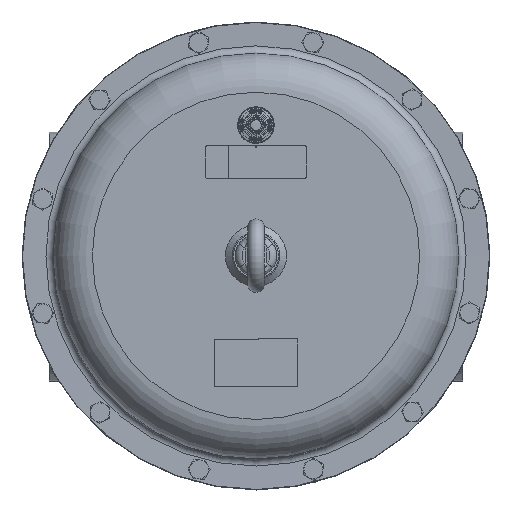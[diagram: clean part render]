
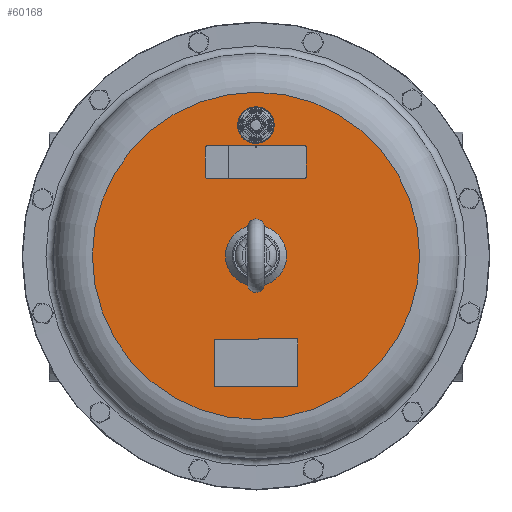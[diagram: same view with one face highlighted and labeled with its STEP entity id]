
A CAD part, top view. The second image highlights one B-rep face of the part: STEP entity #60168.
In plain terms, the highlighted planar face has unit normal (0, 0, 1).
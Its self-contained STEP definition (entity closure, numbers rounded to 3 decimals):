
#2679=PLANE('',#64778);
#5231=LINE('',#106533,#8648);
#5235=LINE('',#106542,#8652);
#5238=LINE('',#106550,#8655);
#5241=LINE('',#106558,#8658);
#5243=LINE('',#106565,#8660);
#5246=LINE('',#106570,#8663);
#5248=LINE('',#106574,#8665);
#5250=LINE('',#106577,#8667);
#8648=VECTOR('',#75386,1000.);
#8652=VECTOR('',#75396,1000.);
#8655=VECTOR('',#75405,1000.);
#8658=VECTOR('',#75414,1000.);
#8660=VECTOR('',#75422,1000.);
#8663=VECTOR('',#75427,1000.);
#8665=VECTOR('',#75431,1000.);
#8667=VECTOR('',#75435,1000.);
#11111=FACE_BOUND('',#16711,.T.);
#11112=FACE_BOUND('',#16712,.T.);
#11113=FACE_BOUND('',#16713,.T.);
#11114=FACE_BOUND('',#16714,.T.);
#13089=FACE_OUTER_BOUND('',#16710,.T.);
#16710=EDGE_LOOP('',(#45376));
#16711=EDGE_LOOP('',(#45377));
#16712=EDGE_LOOP('',(#45378,#45379,#45380,#45381,#45382,#45383,#45384,#45385));
#16713=EDGE_LOOP('',(#45386,#45387,#45388,#45389));
#16714=EDGE_LOOP('',(#45390));
#21328=CIRCLE('',#64376,137.75);
#21345=CIRCLE('',#64401,14.);
#21348=CIRCLE('',#64405,25.657);
#21486=CIRCLE('',#64734,2.);
#21487=CIRCLE('',#64737,2.);
#21488=CIRCLE('',#64740,2.);
#21489=CIRCLE('',#64743,2.);
#25364=VERTEX_POINT('',#104617);
#25395=VERTEX_POINT('',#104686);
#25398=VERTEX_POINT('',#104694);
#25660=VERTEX_POINT('',#106531);
#25661=VERTEX_POINT('',#106532);
#25662=VERTEX_POINT('',#106537);
#25663=VERTEX_POINT('',#106541);
#25664=VERTEX_POINT('',#106545);
#25665=VERTEX_POINT('',#106549);
#25666=VERTEX_POINT('',#106553);
#25667=VERTEX_POINT('',#106557);
#25668=VERTEX_POINT('',#106563);
#25669=VERTEX_POINT('',#106564);
#25670=VERTEX_POINT('',#106569);
#25671=VERTEX_POINT('',#106573);
#32166=EDGE_CURVE('',#25364,#25364,#21328,.T.);
#32199=EDGE_CURVE('',#25395,#25395,#21345,.T.);
#32203=EDGE_CURVE('',#25398,#25398,#21348,.T.);
#32611=EDGE_CURVE('',#25660,#25661,#5231,.T.);
#32614=EDGE_CURVE('',#25661,#25662,#21486,.T.);
#32616=EDGE_CURVE('',#25662,#25663,#5235,.T.);
#32618=EDGE_CURVE('',#25663,#25664,#21487,.T.);
#32620=EDGE_CURVE('',#25664,#25665,#5238,.T.);
#32622=EDGE_CURVE('',#25665,#25666,#21488,.T.);
#32624=EDGE_CURVE('',#25666,#25667,#5241,.T.);
#32626=EDGE_CURVE('',#25667,#25660,#21489,.T.);
#32627=EDGE_CURVE('',#25668,#25669,#5243,.T.);
#32630=EDGE_CURVE('',#25669,#25670,#5246,.T.);
#32632=EDGE_CURVE('',#25670,#25671,#5248,.T.);
#32634=EDGE_CURVE('',#25671,#25668,#5250,.T.);
#45376=ORIENTED_EDGE('',*,*,#32166,.F.);
#45377=ORIENTED_EDGE('',*,*,#32203,.T.);
#45378=ORIENTED_EDGE('',*,*,#32626,.F.);
#45379=ORIENTED_EDGE('',*,*,#32624,.F.);
#45380=ORIENTED_EDGE('',*,*,#32622,.F.);
#45381=ORIENTED_EDGE('',*,*,#32620,.F.);
#45382=ORIENTED_EDGE('',*,*,#32618,.F.);
#45383=ORIENTED_EDGE('',*,*,#32616,.F.);
#45384=ORIENTED_EDGE('',*,*,#32614,.F.);
#45385=ORIENTED_EDGE('',*,*,#32611,.F.);
#45386=ORIENTED_EDGE('',*,*,#32634,.F.);
#45387=ORIENTED_EDGE('',*,*,#32632,.F.);
#45388=ORIENTED_EDGE('',*,*,#32630,.F.);
#45389=ORIENTED_EDGE('',*,*,#32627,.F.);
#45390=ORIENTED_EDGE('',*,*,#32199,.T.);
#60168=ADVANCED_FACE('',(#13089,#11111,#11112,#11113,#11114),#2679,.F.);
#64376=AXIS2_PLACEMENT_3D('',#104619,#74543,#74544);
#64401=AXIS2_PLACEMENT_3D('',#104687,#74605,#74606);
#64405=AXIS2_PLACEMENT_3D('',#104695,#74614,#74615);
#64734=AXIS2_PLACEMENT_3D('',#106538,#75391,#75392);
#64737=AXIS2_PLACEMENT_3D('',#106546,#75400,#75401);
#64740=AXIS2_PLACEMENT_3D('',#106554,#75409,#75410);
#64743=AXIS2_PLACEMENT_3D('',#106561,#75418,#75419);
#64778=AXIS2_PLACEMENT_3D('',#106648,#75530,#75531);
#74543=DIRECTION('center_axis',(0.,0.,
-1.));
#74544=DIRECTION('ref_axis',(-1.,-0.001,0.));
#74605=DIRECTION('center_axis',(0.,0.,
-1.));
#74606=DIRECTION('ref_axis',(-1.,-0.001,0.));
#74614=DIRECTION('center_axis',(0.,0.,
-1.));
#74615=DIRECTION('ref_axis',(-1.,-0.001,0.));
#75386=DIRECTION('',(-0.001,1.,0.));
#75391=DIRECTION('center_axis',(0.,0.,
1.));
#75392=DIRECTION('ref_axis',(1.,0.001,0.));
#75396=DIRECTION('',(-1.,-0.001,0.));
#75400=DIRECTION('center_axis',(0.,0.,
1.));
#75401=DIRECTION('ref_axis',(1.,0.001,0.));
#75405=DIRECTION('',(0.001,-1.,0.));
#75409=DIRECTION('center_axis',(0.,0.,
1.));
#75410=DIRECTION('ref_axis',(1.,0.001,0.));
#75414=DIRECTION('',(1.,0.001,0.));
#75418=DIRECTION('center_axis',(0.,0.,
1.));
#75419=DIRECTION('ref_axis',(1.,0.001,0.));
#75422=DIRECTION('',(-1.,-0.001,0.));
#75427=DIRECTION('',(0.001,-1.,0.));
#75431=DIRECTION('',(1.,0.001,0.));
#75435=DIRECTION('',(-0.001,1.,0.));
#75530=DIRECTION('center_axis',(0.,0.,
-1.));
#75531=DIRECTION('ref_axis',(-1.,-0.001,0.));
#104617=CARTESIAN_POINT('',(137.75,0.174,493.));
#104619=CARTESIAN_POINT('Origin',(0.,0.,
493.));
#104686=CARTESIAN_POINT('',(13.861,110.018,493.));
#104687=CARTESIAN_POINT('Origin',(-0.139,110.,493.));
#104694=CARTESIAN_POINT('',(25.657,0.032,493.));
#104695=CARTESIAN_POINT('Origin',(0.,0.,
493.));
#106531=CARTESIAN_POINT('',(42.415,67.054,493.));
#106532=CARTESIAN_POINT('',(42.385,91.054,493.));
#106533=CARTESIAN_POINT('',(42.415,67.054,493.));
#106537=CARTESIAN_POINT('',(40.382,93.051,493.));
#106538=CARTESIAN_POINT('Origin',(40.385,91.051,493.));
#106541=CARTESIAN_POINT('',(-40.618,92.949,493.));
#106542=CARTESIAN_POINT('',(40.382,93.051,493.));
#106545=CARTESIAN_POINT('',(-42.615,90.946,493.));
#106546=CARTESIAN_POINT('Origin',(-40.615,90.949,493.));
#106549=CARTESIAN_POINT('',(-42.585,66.946,493.));
#106550=CARTESIAN_POINT('',(-42.585,66.946,493.));
#106553=CARTESIAN_POINT('',(-40.582,64.949,493.));
#106554=CARTESIAN_POINT('Origin',(-40.585,66.949,493.));
#106557=CARTESIAN_POINT('',(40.418,65.051,493.));
#106558=CARTESIAN_POINT('',(40.418,65.051,493.));
#106561=CARTESIAN_POINT('Origin',(40.415,67.051,493.));
#106563=CARTESIAN_POINT('',(35.089,-69.956,493.));
#106564=CARTESIAN_POINT('',(-34.911,-70.044,493.));
#106565=CARTESIAN_POINT('',(35.089,-69.956,493.));
#106569=CARTESIAN_POINT('',(-34.861,-110.044,493.));
#106570=CARTESIAN_POINT('',(-34.911,-70.044,493.));
#106573=CARTESIAN_POINT('',(35.139,-109.956,493.));
#106574=CARTESIAN_POINT('',(35.139,-109.956,493.));
#106577=CARTESIAN_POINT('',(35.089,-69.956,493.));
#106648=CARTESIAN_POINT('Origin',(0.,0.,
493.));
